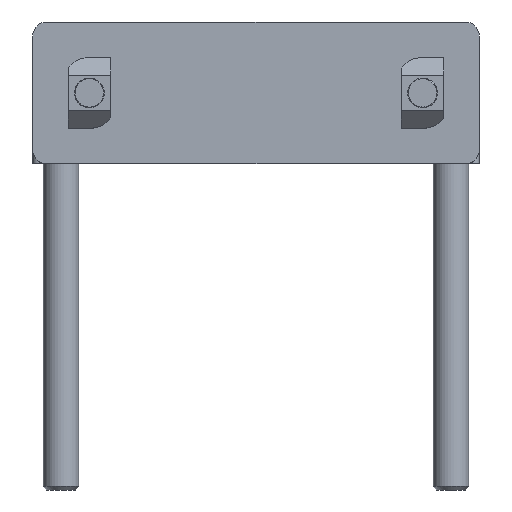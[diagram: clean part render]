
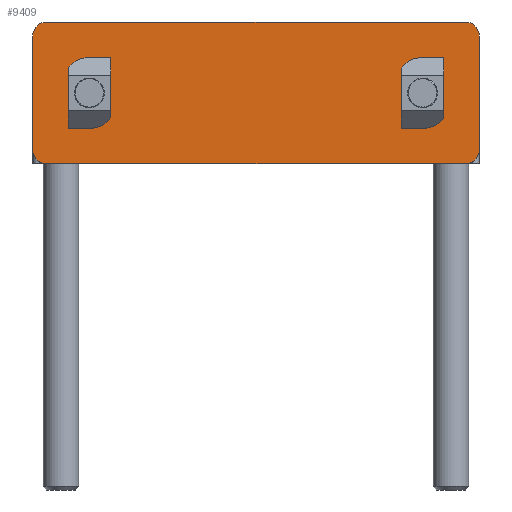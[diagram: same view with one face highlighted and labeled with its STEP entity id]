
A CAD part, front view. The second image highlights one B-rep face of the part: STEP entity #9409.
In plain terms, the highlighted planar face has unit normal (0, -1, 0).
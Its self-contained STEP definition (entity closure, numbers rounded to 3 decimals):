
#71 = CARTESIAN_POINT ( 'NONE',  ( 0., 0., 0. ) ) ;
#754 = CARTESIAN_POINT ( 'NONE',  ( 2., 0., -2. ) ) ;
#889 = CARTESIAN_POINT ( 'NONE',  ( 61., 0., -2. ) ) ;
#924 = LINE ( 'NONE', #7215, #4250 ) ;
#1450 = AXIS2_PLACEMENT_3D ( 'NONE', #7321, #18210, #7529 ) ;
#1515 = CARTESIAN_POINT ( 'NONE',  ( 0., 0., -2. ) ) ;
#1571 = CIRCLE ( 'NONE', #13053, 2. ) ;
#1931 = ORIENTED_EDGE ( 'NONE', *, *, #19702, .T. ) ;
#2034 = DIRECTION ( 'NONE',  ( 0., 0., 1. ) ) ;
#2330 = DIRECTION ( 'NONE',  ( 0., 0., -1. ) ) ;
#2402 = EDGE_CURVE ( 'NONE', #15087, #11392, #15557, .T. ) ;
#2454 = EDGE_CURVE ( 'NONE', #17888, #14747, #18859, .T. ) ;
#2768 = DIRECTION ( 'NONE',  ( 0., 0., -1. ) ) ;
#2855 = AXIS2_PLACEMENT_3D ( 'NONE', #12522, #20045, #12421 ) ;
#2900 = CARTESIAN_POINT ( 'NONE',  ( 0., 0., -18. ) ) ;
#3110 = ORIENTED_EDGE ( 'NONE', *, *, #18192, .F. ) ;
#3115 = DIRECTION ( 'NONE',  ( 0., 0., -1. ) ) ;
#3848 = VERTEX_POINT ( 'NONE', #15631 ) ;
#3931 = CIRCLE ( 'NONE', #8862, 2.65 ) ;
#4023 = VERTEX_POINT ( 'NONE', #9859 ) ;
#4250 = VECTOR ( 'NONE', #8657, 1000. ) ;
#4360 = ORIENTED_EDGE ( 'NONE', *, *, #14029, .F. ) ;
#4437 = ORIENTED_EDGE ( 'NONE', *, *, #13014, .F. ) ;
#4494 = EDGE_CURVE ( 'NONE', #9757, #14747, #12578, .T. ) ;
#4778 = CIRCLE ( 'NONE', #18905, 2.65 ) ;
#4911 = ORIENTED_EDGE ( 'NONE', *, *, #2402, .T. ) ;
#5196 = CIRCLE ( 'NONE', #12425, 2.65 ) ;
#5203 = AXIS2_PLACEMENT_3D ( 'NONE', #7848, #7148, #10922 ) ;
#5222 = EDGE_LOOP ( 'NONE', ( #4360, #4911, #3110, #13017, #13613, #12582, #4437, #15085 ) ) ;
#6066 = PLANE ( 'NONE',  #2855 ) ;
#6160 = FACE_OUTER_BOUND ( 'NONE', #5222, .T. ) ;
#6716 = VERTEX_POINT ( 'NONE', #1515 ) ;
#6756 = CARTESIAN_POINT ( 'NONE',  ( 55., 0., -12.65 ) ) ;
#6974 = CARTESIAN_POINT ( 'NONE',  ( 63., 0., -18. ) ) ;
#7148 = DIRECTION ( 'NONE',  ( 0., 1., 0. ) ) ;
#7215 = CARTESIAN_POINT ( 'NONE',  ( 0., 0., -20. ) ) ;
#7321 = CARTESIAN_POINT ( 'NONE',  ( 61., 0., -18. ) ) ;
#7401 = DIRECTION ( 'NONE',  ( 0., 0., 1. ) ) ;
#7529 = DIRECTION ( 'NONE',  ( 0., 0., -1. ) ) ;
#7587 = CARTESIAN_POINT ( 'NONE',  ( 8., 0., -7.35 ) ) ;
#7607 = DIRECTION ( 'NONE',  ( 0., 1., 0. ) ) ;
#7616 = CARTESIAN_POINT ( 'NONE',  ( 0., 0., 0. ) ) ;
#7754 = DIRECTION ( 'NONE',  ( 0., 1., 0. ) ) ;
#7848 = CARTESIAN_POINT ( 'NONE',  ( 55., 0., -10. ) ) ;
#8206 = FACE_BOUND ( 'NONE', #8251, .T. ) ;
#8251 = EDGE_LOOP ( 'NONE', ( #1931, #11124 ) ) ;
#8414 = ORIENTED_EDGE ( 'NONE', *, *, #12697, .T. ) ;
#8657 = DIRECTION ( 'NONE',  ( -1., 0., 0. ) ) ;
#8862 = AXIS2_PLACEMENT_3D ( 'NONE', #18602, #7607, #7401 ) ;
#9409 = ADVANCED_FACE ( 'NONE', ( #16007, #6160, #8206 ), #6066, .T. ) ;
#9757 = VERTEX_POINT ( 'NONE', #13915 ) ;
#9859 = CARTESIAN_POINT ( 'NONE',  ( 8., 0., -12.65 ) ) ;
#10236 = DIRECTION ( 'NONE',  ( 0., -1., 0. ) ) ;
#10303 = VERTEX_POINT ( 'NONE', #12250 ) ;
#10729 = DIRECTION ( 'NONE',  ( 0., 0., 1. ) ) ;
#10810 = ORIENTED_EDGE ( 'NONE', *, *, #14085, .T. ) ;
#10832 = CARTESIAN_POINT ( 'NONE',  ( 55., 0., -10. ) ) ;
#10842 = VERTEX_POINT ( 'NONE', #15733 ) ;
#10922 = DIRECTION ( 'NONE',  ( 0., 0., 1. ) ) ;
#11124 = ORIENTED_EDGE ( 'NONE', *, *, #17208, .T. ) ;
#11392 = VERTEX_POINT ( 'NONE', #18142 ) ;
#11409 = CARTESIAN_POINT ( 'NONE',  ( 8., 0., -10. ) ) ;
#11791 = CIRCLE ( 'NONE', #20314, 2. ) ;
#11973 = VERTEX_POINT ( 'NONE', #6756 ) ;
#12194 = EDGE_LOOP ( 'NONE', ( #10810, #8414 ) ) ;
#12238 = CARTESIAN_POINT ( 'NONE',  ( 2., 0., -18. ) ) ;
#12250 = CARTESIAN_POINT ( 'NONE',  ( 55., 0., -7.35 ) ) ;
#12356 = CARTESIAN_POINT ( 'NONE',  ( 61., 0., -20. ) ) ;
#12421 = DIRECTION ( 'NONE',  ( 0., 0., -1. ) ) ;
#12425 = AXIS2_PLACEMENT_3D ( 'NONE', #11409, #17676, #2034 ) ;
#12522 = CARTESIAN_POINT ( 'NONE',  ( 0., 0., 0. ) ) ;
#12578 = LINE ( 'NONE', #18761, #16254 ) ;
#12582 = ORIENTED_EDGE ( 'NONE', *, *, #15208, .T. ) ;
#12697 = EDGE_CURVE ( 'NONE', #10303, #11973, #4778, .T. ) ;
#12753 = CIRCLE ( 'NONE', #5203, 2.65 ) ;
#12871 = VECTOR ( 'NONE', #20047, 1000. ) ;
#13014 = EDGE_CURVE ( 'NONE', #3848, #10842, #17263, .T. ) ;
#13017 = ORIENTED_EDGE ( 'NONE', *, *, #2454, .T. ) ;
#13053 = AXIS2_PLACEMENT_3D ( 'NONE', #889, #13130, #2330 ) ;
#13130 = DIRECTION ( 'NONE',  ( 0., -1., 0. ) ) ;
#13613 = ORIENTED_EDGE ( 'NONE', *, *, #4494, .F. ) ;
#13915 = CARTESIAN_POINT ( 'NONE',  ( 63., 0., -2. ) ) ;
#14029 = EDGE_CURVE ( 'NONE', #15087, #6716, #15216, .T. ) ;
#14085 = EDGE_CURVE ( 'NONE', #11973, #10303, #12753, .T. ) ;
#14747 = VERTEX_POINT ( 'NONE', #6974 ) ;
#14829 = VERTEX_POINT ( 'NONE', #7587 ) ;
#15085 = ORIENTED_EDGE ( 'NONE', *, *, #17054, .T. ) ;
#15087 = VERTEX_POINT ( 'NONE', #2900 ) ;
#15208 = EDGE_CURVE ( 'NONE', #9757, #10842, #1571, .T. ) ;
#15216 = LINE ( 'NONE', #7616, #12871 ) ;
#15440 = DIRECTION ( 'NONE',  ( 0., -1., 0. ) ) ;
#15557 = CIRCLE ( 'NONE', #16208, 2. ) ;
#15631 = CARTESIAN_POINT ( 'NONE',  ( 2., 0., 0. ) ) ;
#15733 = CARTESIAN_POINT ( 'NONE',  ( 61., 0., 0. ) ) ;
#16007 = FACE_BOUND ( 'NONE', #12194, .T. ) ;
#16208 = AXIS2_PLACEMENT_3D ( 'NONE', #12238, #15440, #2768 ) ;
#16254 = VECTOR ( 'NONE', #3115, 1000. ) ;
#17054 = EDGE_CURVE ( 'NONE', #3848, #6716, #11791, .T. ) ;
#17208 = EDGE_CURVE ( 'NONE', #14829, #4023, #5196, .T. ) ;
#17263 = LINE ( 'NONE', #71, #20224 ) ;
#17563 = DIRECTION ( 'NONE',  ( 1., 0., 0. ) ) ;
#17640 = DIRECTION ( 'NONE',  ( 0., 0., -1. ) ) ;
#17676 = DIRECTION ( 'NONE',  ( 0., 1., 0. ) ) ;
#17888 = VERTEX_POINT ( 'NONE', #12356 ) ;
#18142 = CARTESIAN_POINT ( 'NONE',  ( 2., 0., -20. ) ) ;
#18192 = EDGE_CURVE ( 'NONE', #17888, #11392, #924, .T. ) ;
#18210 = DIRECTION ( 'NONE',  ( 0., -1., 0. ) ) ;
#18602 = CARTESIAN_POINT ( 'NONE',  ( 8., 0., -10. ) ) ;
#18761 = CARTESIAN_POINT ( 'NONE',  ( 63., 0., 0. ) ) ;
#18859 = CIRCLE ( 'NONE', #1450, 2. ) ;
#18905 = AXIS2_PLACEMENT_3D ( 'NONE', #10832, #7754, #10729 ) ;
#19702 = EDGE_CURVE ( 'NONE', #4023, #14829, #3931, .T. ) ;
#20045 = DIRECTION ( 'NONE',  ( 0., -1., 0. ) ) ;
#20047 = DIRECTION ( 'NONE',  ( 0., 0., 1. ) ) ;
#20224 = VECTOR ( 'NONE', #17563, 1000. ) ;
#20314 = AXIS2_PLACEMENT_3D ( 'NONE', #754, #10236, #17640 ) ;
